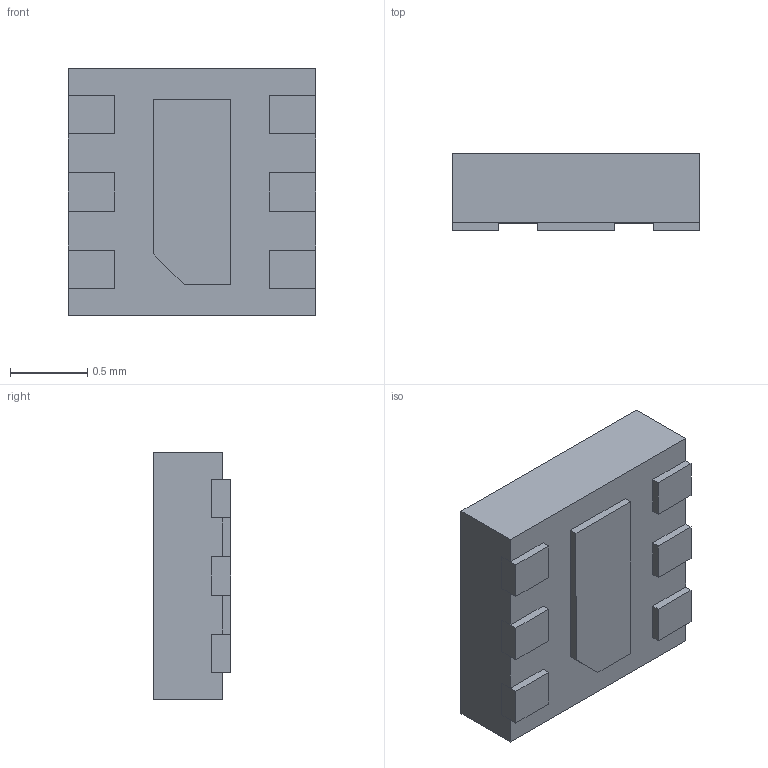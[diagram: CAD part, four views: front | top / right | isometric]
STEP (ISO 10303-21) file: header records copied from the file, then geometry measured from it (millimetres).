
FILE_DESCRIPTION (( 'STEP AP214' ), '1' );
FILE_NAME ('PUSBM5V5X4-TL,115.STEP', '2019-10-06T21:14:54', ( '' ), ( '' ), 'SwSTEP 2.0', 'SolidWorks 2017', '' );
FILE_SCHEMA (( 'AUTOMOTIVE_DESIGN' ));
Length unit declared in the file: millimetre
Products named in the file (1): PUSBM5V5X4-TL,115
Bounding box: 1.6 x 0.5 x 1.6 mm (x, y, z)
Volume: 1.2 mm3; surface area: 11.8 mm2
Topology: 8 solids, 8 shells, 79 faces, 186 edges, 124 vertices
Faces by surface type: plane 79
Entity records: 2317 total; most frequent: CARTESIAN_POINT 390, ORIENTED_EDGE 372, DIRECTION 346, LINE 186, VECTOR 186, EDGE_CURVE 186, VERTEX_POINT 124, AXIS2_PLACEMENT_3D 80
